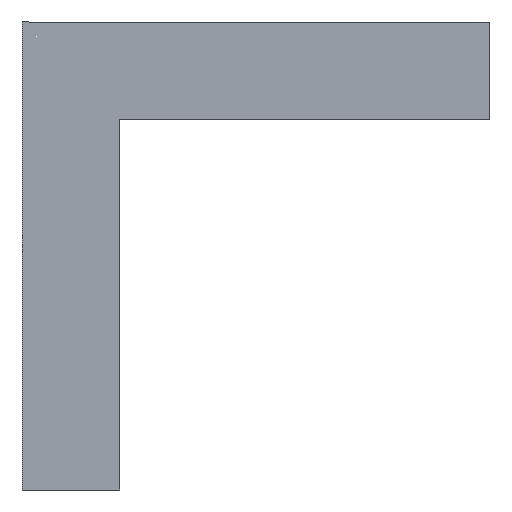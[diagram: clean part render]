
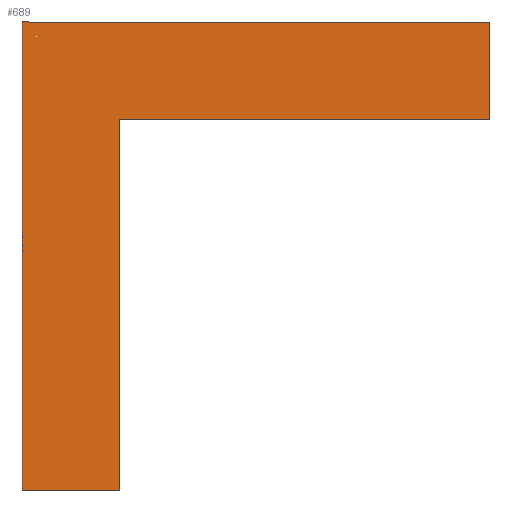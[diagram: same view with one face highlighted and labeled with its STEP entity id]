
A CAD part, front view. The second image highlights one B-rep face of the part: STEP entity #689.
In plain terms, the highlighted planar face has unit normal (0, -1, 0).
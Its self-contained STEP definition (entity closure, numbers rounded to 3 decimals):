
#33 = VECTOR ( 'NONE', #476, 1000. ) ;
#41 = DIRECTION ( 'NONE',  ( 1., 0., 0. ) ) ;
#59 = DIRECTION ( 'NONE',  ( 0., 0., -1. ) ) ;
#71 = LINE ( 'NONE', #548, #776 ) ;
#102 = EDGE_CURVE ( 'NONE', #813, #378, #71, .T. ) ;
#103 = AXIS2_PLACEMENT_3D ( 'NONE', #860, #527, #108 ) ;
#106 = DIRECTION ( 'NONE',  ( 1., 0., 0. ) ) ;
#108 = DIRECTION ( 'NONE',  ( 0., 0., 1. ) ) ;
#118 = LINE ( 'NONE', #126, #33 ) ;
#126 = CARTESIAN_POINT ( 'NONE',  ( 0., 0., 0. ) ) ;
#137 = CARTESIAN_POINT ( 'NONE',  ( 12., 0., -2.5 ) ) ;
#143 = EDGE_CURVE ( 'NONE', #634, #399, #118, .T. ) ;
#145 = VECTOR ( 'NONE', #106, 1000. ) ;
#171 = ORIENTED_EDGE ( 'NONE', *, *, #191, .F. ) ;
#173 = VECTOR ( 'NONE', #41, 1000. ) ;
#191 = EDGE_CURVE ( 'NONE', #551, #232, #565, .T. ) ;
#202 = FACE_OUTER_BOUND ( 'NONE', #451, .T. ) ;
#232 = VERTEX_POINT ( 'NONE', #137 ) ;
#239 = CARTESIAN_POINT ( 'NONE',  ( 0., 0., -12. ) ) ;
#241 = CARTESIAN_POINT ( 'NONE',  ( 0., 0., 0. ) ) ;
#351 = EDGE_CURVE ( 'NONE', #813, #232, #423, .T. ) ;
#355 = LINE ( 'NONE', #241, #173 ) ;
#364 = ORIENTED_EDGE ( 'NONE', *, *, #102, .F. ) ;
#378 = VERTEX_POINT ( 'NONE', #863 ) ;
#398 = CARTESIAN_POINT ( 'NONE',  ( 12., 0., 0. ) ) ;
#399 = VERTEX_POINT ( 'NONE', #239 ) ;
#406 = LINE ( 'NONE', #435, #145 ) ;
#423 = LINE ( 'NONE', #685, #587 ) ;
#435 = CARTESIAN_POINT ( 'NONE',  ( 0., 0., -12. ) ) ;
#451 = EDGE_LOOP ( 'NONE', ( #841, #171, #613, #877, #826, #364 ) ) ;
#464 = CARTESIAN_POINT ( 'NONE',  ( 12., 0., 0. ) ) ;
#476 = DIRECTION ( 'NONE',  ( 0., 0., -1. ) ) ;
#518 = CARTESIAN_POINT ( 'NONE',  ( 0., 0., 0. ) ) ;
#527 = DIRECTION ( 'NONE',  ( 0., 1., 0. ) ) ;
#548 = CARTESIAN_POINT ( 'NONE',  ( 2.5, 0., 0. ) ) ;
#551 = VERTEX_POINT ( 'NONE', #398 ) ;
#565 = LINE ( 'NONE', #464, #818 ) ;
#587 = VECTOR ( 'NONE', #629, 1000. ) ;
#613 = ORIENTED_EDGE ( 'NONE', *, *, #640, .F. ) ;
#617 = DIRECTION ( 'NONE',  ( 0., 0., -1. ) ) ;
#629 = DIRECTION ( 'NONE',  ( 1., 0., 0. ) ) ;
#634 = VERTEX_POINT ( 'NONE', #518 ) ;
#640 = EDGE_CURVE ( 'NONE', #634, #551, #355, .T. ) ;
#685 = CARTESIAN_POINT ( 'NONE',  ( 0., 0., -2.5 ) ) ;
#689 = ADVANCED_FACE ( 'NONE', ( #202 ), #782, .F. ) ;
#706 = EDGE_CURVE ( 'NONE', #399, #378, #406, .T. ) ;
#776 = VECTOR ( 'NONE', #59, 1000. ) ;
#781 = CARTESIAN_POINT ( 'NONE',  ( 2.5, 0., -2.5 ) ) ;
#782 = PLANE ( 'NONE',  #103 ) ;
#813 = VERTEX_POINT ( 'NONE', #781 ) ;
#818 = VECTOR ( 'NONE', #617, 1000. ) ;
#826 = ORIENTED_EDGE ( 'NONE', *, *, #706, .T. ) ;
#841 = ORIENTED_EDGE ( 'NONE', *, *, #351, .T. ) ;
#860 = CARTESIAN_POINT ( 'NONE',  ( 0., 0., 0. ) ) ;
#863 = CARTESIAN_POINT ( 'NONE',  ( 2.5, 0., -12. ) ) ;
#877 = ORIENTED_EDGE ( 'NONE', *, *, #143, .T. ) ;
